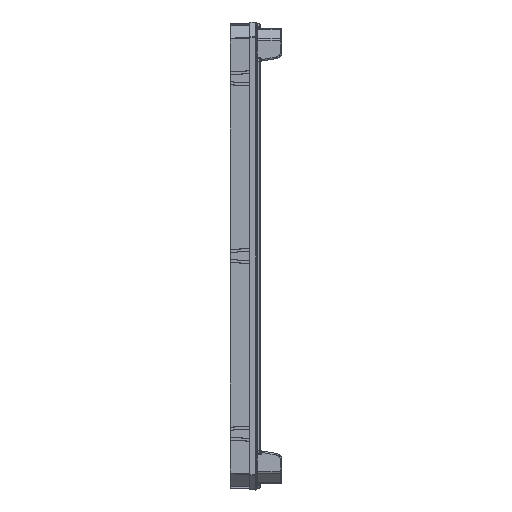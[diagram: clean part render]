
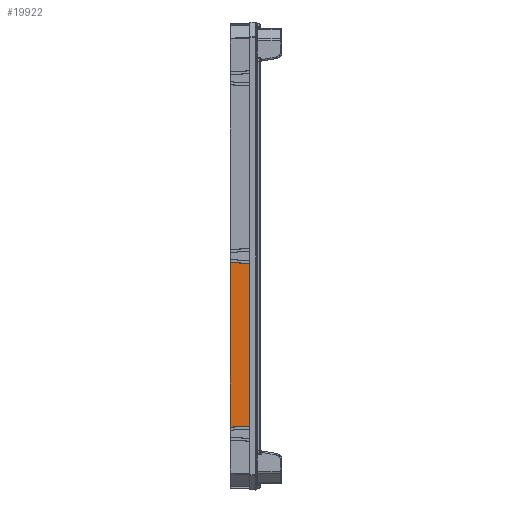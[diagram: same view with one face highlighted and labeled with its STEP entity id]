
A CAD part, front view. The second image highlights one B-rep face of the part: STEP entity #19922.
In plain terms, the highlighted planar face has unit normal (-0.018, -1, 0).
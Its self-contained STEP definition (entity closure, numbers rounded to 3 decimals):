
#4157 = DIRECTION ( 'NONE',  ( 1., -0.017, 0. ) ) ;
#8405 = LINE ( 'NONE', #42518, #78578 ) ;
#8410 = EDGE_CURVE ( 'NONE', #8416, #12587, #8405, .T. ) ;
#8416 = VERTEX_POINT ( 'NONE', #108130 ) ;
#12587 = VERTEX_POINT ( 'NONE', #36217 ) ;
#15020 = ORIENTED_EDGE ( 'NONE', *, *, #8410, .T. ) ;
#16975 = EDGE_LOOP ( 'NONE', ( #15020, #85401, #40466, #73212 ) ) ;
#19922 = ADVANCED_FACE ( 'NONE', ( #22816 ), #61359, .T. ) ;
#22816 = FACE_OUTER_BOUND ( 'NONE', #16975, .T. ) ;
#34557 = EDGE_CURVE ( 'NONE', #41024, #8416, #73616, .T. ) ;
#36217 = CARTESIAN_POINT ( 'NONE',  ( -0.75, -10.747, -6.611 ) ) ;
#37581 = CARTESIAN_POINT ( 'NONE',  ( 0., -10.76, 8.27 ) ) ;
#40466 = ORIENTED_EDGE ( 'NONE', *, *, #98135, .F. ) ;
#41024 = VERTEX_POINT ( 'NONE', #72865 ) ;
#42518 = CARTESIAN_POINT ( 'NONE',  ( -0.75, -10.747, -9.608 ) ) ;
#48481 = EDGE_CURVE ( 'NONE', #12587, #95054, #104845, .T. ) ;
#51914 = VECTOR ( 'NONE', #93361, 39.37 ) ;
#61359 = PLANE ( 'NONE',  #105727 ) ;
#62138 = CARTESIAN_POINT ( 'NONE',  ( 0., -10.76, -6.575 ) ) ;
#64281 = CARTESIAN_POINT ( 'NONE',  ( -0.75, -10.747, -6.611 ) ) ;
#70970 = VECTOR ( 'NONE', #94266, 39.37 ) ;
#72865 = CARTESIAN_POINT ( 'NONE',  ( 0., -10.76, -0.175 ) ) ;
#73212 = ORIENTED_EDGE ( 'NONE', *, *, #34557, .T. ) ;
#73616 = LINE ( 'NONE', #109114, #103019 ) ;
#78578 = VECTOR ( 'NONE', #99486, 39.37 ) ;
#85401 = ORIENTED_EDGE ( 'NONE', *, *, #48481, .T. ) ;
#87685 = CARTESIAN_POINT ( 'NONE',  ( 0., -10.76, -9.608 ) ) ;
#90632 = DIRECTION ( 'NONE',  ( -0.999, 0.017, 0.048 ) ) ;
#93361 = DIRECTION ( 'NONE',  ( 0., 0., -1. ) ) ;
#94266 = DIRECTION ( 'NONE',  ( 0.999, -0.017, 0.048 ) ) ;
#95054 = VERTEX_POINT ( 'NONE', #62138 ) ;
#98135 = EDGE_CURVE ( 'NONE', #41024, #95054, #117945, .T. ) ;
#99486 = DIRECTION ( 'NONE',  ( 0., 0., -1. ) ) ;
#103019 = VECTOR ( 'NONE', #90632, 39.37 ) ;
#104845 = LINE ( 'NONE', #64281, #70970 ) ;
#105727 = AXIS2_PLACEMENT_3D ( 'NONE', #87685, #107002, #4157 ) ;
#107002 = DIRECTION ( 'NONE',  ( -0.017, -1., 0. ) ) ;
#108130 = CARTESIAN_POINT ( 'NONE',  ( -0.75, -10.747, -0.139 ) ) ;
#109114 = CARTESIAN_POINT ( 'NONE',  ( 0., -10.76, -0.175 ) ) ;
#117945 = LINE ( 'NONE', #37581, #51914 ) ;
